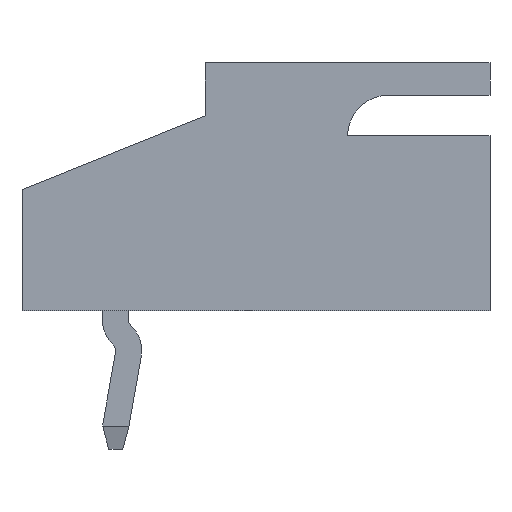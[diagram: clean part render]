
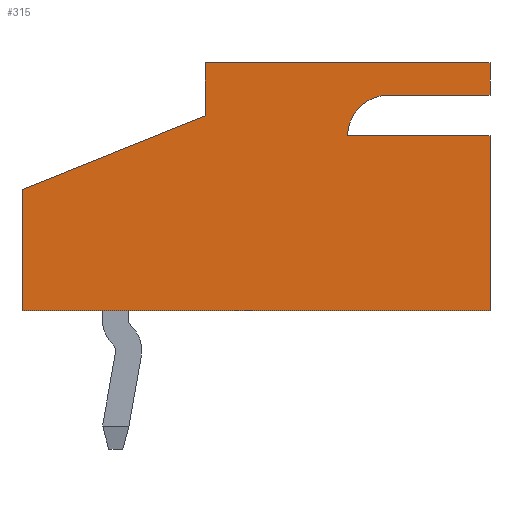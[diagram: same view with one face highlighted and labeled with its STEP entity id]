
A CAD part, left-side view. The second image highlights one B-rep face of the part: STEP entity #315.
In plain terms, the highlighted planar face has unit normal (-1, 0, 0).
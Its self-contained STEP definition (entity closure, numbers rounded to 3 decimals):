
#105 = CARTESIAN_POINT ( 'NONE',  ( -3.7, -9.25, 5.3 ) ) ;
#109 = AXIS2_PLACEMENT_3D ( 'NONE', #5257, #11473, #16116 ) ;
#173 = CARTESIAN_POINT ( 'NONE',  ( -3.7, 5.75, 0. ) ) ;
#234 = CARTESIAN_POINT ( 'NONE',  ( -3.7, -5.75, 5.3 ) ) ;
#302 = LINE ( 'NONE', #10312, #6794 ) ;
#315 = ADVANCED_FACE ( 'NONE', ( #10827 ), #2113, .F. ) ;
#797 = VERTEX_POINT ( 'NONE', #6341 ) ;
#820 = EDGE_CURVE ( 'NONE', #4406, #3582, #6422, .T. ) ;
#933 = CARTESIAN_POINT ( 'NONE',  ( -3.7, -2.25, 4.3 ) ) ;
#1074 = LINE ( 'NONE', #10843, #5189 ) ;
#1470 = CARTESIAN_POINT ( 'NONE',  ( -3.7, 1.25, 4.8 ) ) ;
#1799 = VERTEX_POINT ( 'NONE', #2137 ) ;
#1816 = CARTESIAN_POINT ( 'NONE',  ( -3.7, -3.25, 4.3 ) ) ;
#1884 = EDGE_CURVE ( 'NONE', #2667, #1799, #11093, .T. ) ;
#1982 = EDGE_CURVE ( 'NONE', #797, #12400, #12834, .T. ) ;
#2113 = PLANE ( 'NONE',  #109 ) ;
#2137 = CARTESIAN_POINT ( 'NONE',  ( -3.7, -5.75, 0. ) ) ;
#2370 = VECTOR ( 'NONE', #4042, 1000. ) ;
#2524 = VERTEX_POINT ( 'NONE', #15340 ) ;
#2527 = LINE ( 'NONE', #5102, #13956 ) ;
#2667 = VERTEX_POINT ( 'NONE', #5174 ) ;
#3414 = EDGE_CURVE ( 'NONE', #4406, #797, #2527, .T. ) ;
#3418 = ORIENTED_EDGE ( 'NONE', *, *, #10265, .T. ) ;
#3582 = VERTEX_POINT ( 'NONE', #12208 ) ;
#3599 = DIRECTION ( 'NONE',  ( 0., -1., 0. ) ) ;
#3704 = CARTESIAN_POINT ( 'NONE',  ( -3.7, 5.75, 6.1 ) ) ;
#3742 = ORIENTED_EDGE ( 'NONE', *, *, #1884, .F. ) ;
#3911 = AXIS2_PLACEMENT_3D ( 'NONE', #1816, #6857, #11866 ) ;
#4042 = DIRECTION ( 'NONE',  ( 0., 0.927, -0.375 ) ) ;
#4406 = VERTEX_POINT ( 'NONE', #12725 ) ;
#4847 = DIRECTION ( 'NONE',  ( 0., 0., -1. ) ) ;
#4984 = ORIENTED_EDGE ( 'NONE', *, *, #6346, .T. ) ;
#5102 = CARTESIAN_POINT ( 'NONE',  ( -3.7, 1.25, 6.1 ) ) ;
#5174 = CARTESIAN_POINT ( 'NONE',  ( -3.7, -5.75, 4.3 ) ) ;
#5189 = VECTOR ( 'NONE', #4847, 1000. ) ;
#5257 = CARTESIAN_POINT ( 'NONE',  ( -3.7, 5.75, 6.1 ) ) ;
#5259 = EDGE_LOOP ( 'NONE', ( #3742, #13015, #5321, #9526, #9503, #9170, #6726, #12664, #4984, #3418 ) ) ;
#5321 = ORIENTED_EDGE ( 'NONE', *, *, #13044, .T. ) ;
#5342 = CARTESIAN_POINT ( 'NONE',  ( -3.7, 5.75, 6.1 ) ) ;
#6239 = LINE ( 'NONE', #173, #15135 ) ;
#6341 = CARTESIAN_POINT ( 'NONE',  ( -3.7, 1.25, 4.8 ) ) ;
#6346 = EDGE_CURVE ( 'NONE', #12400, #11574, #11642, .T. ) ;
#6422 = LINE ( 'NONE', #3704, #14742 ) ;
#6726 = ORIENTED_EDGE ( 'NONE', *, *, #3414, .T. ) ;
#6794 = VECTOR ( 'NONE', #15299, 1000. ) ;
#6857 = DIRECTION ( 'NONE',  ( 1., 0., 0. ) ) ;
#7165 = EDGE_CURVE ( 'NONE', #2667, #9690, #302, .T. ) ;
#8396 = VECTOR ( 'NONE', #8724, 1000. ) ;
#8724 = DIRECTION ( 'NONE',  ( 0., 0., -1. ) ) ;
#8727 = LINE ( 'NONE', #105, #14682 ) ;
#9170 = ORIENTED_EDGE ( 'NONE', *, *, #820, .F. ) ;
#9503 = ORIENTED_EDGE ( 'NONE', *, *, #14013, .F. ) ;
#9526 = ORIENTED_EDGE ( 'NONE', *, *, #11961, .T. ) ;
#9690 = VERTEX_POINT ( 'NONE', #933 ) ;
#10265 = EDGE_CURVE ( 'NONE', #11574, #1799, #6239, .T. ) ;
#10312 = CARTESIAN_POINT ( 'NONE',  ( -3.7, -9.25, 4.3 ) ) ;
#10827 = FACE_OUTER_BOUND ( 'NONE', #5259, .T. ) ;
#10843 = CARTESIAN_POINT ( 'NONE',  ( -3.7, -5.75, 6.1 ) ) ;
#11093 = LINE ( 'NONE', #16056, #8396 ) ;
#11283 = VECTOR ( 'NONE', #11801, 1000. ) ;
#11406 = CARTESIAN_POINT ( 'NONE',  ( -3.7, 5.75, 2.982 ) ) ;
#11473 = DIRECTION ( 'NONE',  ( 1., 0., 0. ) ) ;
#11497 = DIRECTION ( 'NONE',  ( 0., -1., 0. ) ) ;
#11574 = VERTEX_POINT ( 'NONE', #15854 ) ;
#11642 = LINE ( 'NONE', #5342, #11283 ) ;
#11801 = DIRECTION ( 'NONE',  ( 0., 0., -1. ) ) ;
#11866 = DIRECTION ( 'NONE',  ( 0., 1., 0. ) ) ;
#11961 = EDGE_CURVE ( 'NONE', #2524, #15835, #8727, .T. ) ;
#12208 = CARTESIAN_POINT ( 'NONE',  ( -3.7, -5.75, 6.1 ) ) ;
#12400 = VERTEX_POINT ( 'NONE', #11406 ) ;
#12664 = ORIENTED_EDGE ( 'NONE', *, *, #1982, .T. ) ;
#12725 = CARTESIAN_POINT ( 'NONE',  ( -3.7, 1.25, 6.1 ) ) ;
#12834 = LINE ( 'NONE', #1470, #2370 ) ;
#13015 = ORIENTED_EDGE ( 'NONE', *, *, #7165, .T. ) ;
#13044 = EDGE_CURVE ( 'NONE', #9690, #2524, #16208, .T. ) ;
#13956 = VECTOR ( 'NONE', #15259, 1000. ) ;
#14013 = EDGE_CURVE ( 'NONE', #3582, #15835, #1074, .T. ) ;
#14682 = VECTOR ( 'NONE', #16140, 1000. ) ;
#14742 = VECTOR ( 'NONE', #11497, 1000. ) ;
#15135 = VECTOR ( 'NONE', #3599, 1000. ) ;
#15259 = DIRECTION ( 'NONE',  ( 0., 0., -1. ) ) ;
#15299 = DIRECTION ( 'NONE',  ( 0., 1., 0. ) ) ;
#15340 = CARTESIAN_POINT ( 'NONE',  ( -3.7, -3.25, 5.3 ) ) ;
#15835 = VERTEX_POINT ( 'NONE', #234 ) ;
#15854 = CARTESIAN_POINT ( 'NONE',  ( -3.7, 5.75, 0. ) ) ;
#16056 = CARTESIAN_POINT ( 'NONE',  ( -3.7, -5.75, 6.1 ) ) ;
#16116 = DIRECTION ( 'NONE',  ( 0., 1., 0. ) ) ;
#16140 = DIRECTION ( 'NONE',  ( 0., -1., 0. ) ) ;
#16208 = CIRCLE ( 'NONE', #3911, 1. ) ;
